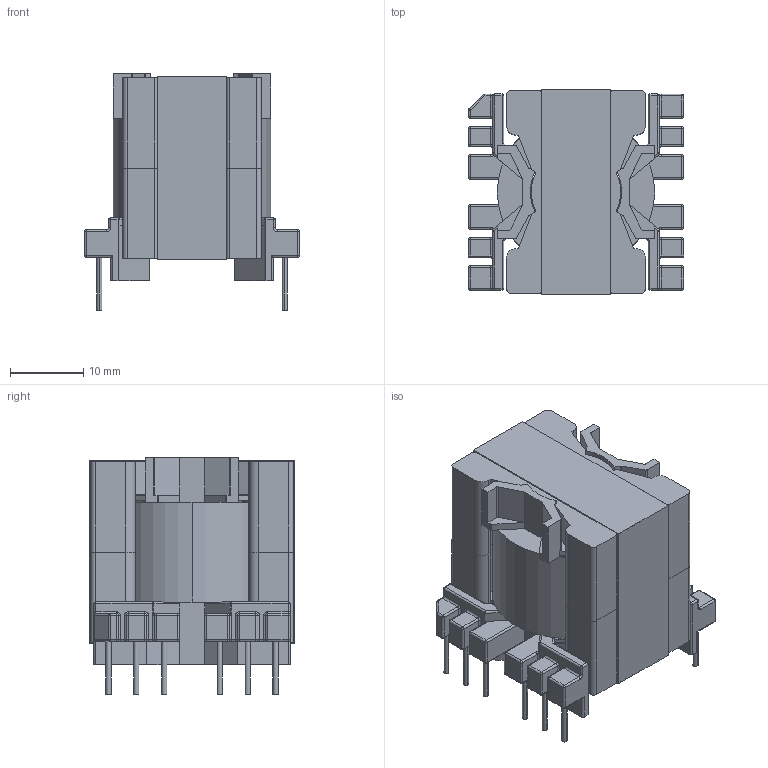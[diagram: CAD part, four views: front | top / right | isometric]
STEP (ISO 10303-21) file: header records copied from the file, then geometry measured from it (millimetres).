
FILE_DESCRIPTION(/* description */ ('Unknown'),/* implementation_level */ '2;1');
FILE_NAME(/* name */ 'T_Wurth_WE-OLTI-PQ2625_750343068',/* time_stamp */ '2025-10-20T15:00:11+08:00',/* author */ ('Unknown'),/* organization */ ('Unknown'),/* preprocessor_version */ 'ST-DEVELOPER v19.4',/* originating_system */ 'Solid Edge',/* authorisation */ 'Unknown');
FILE_SCHEMA (('AUTOMOTIVE_DESIGN {1 0 10303 214 3 1 1}'));
Length unit declared in the file: millimetre
Products named in the file (2): T_Wurth_WE-OLTI-PQ2625_750343068
Assembly tree (1 placements, depth 2):
  T_Wurth_WE-OLTI-PQ2625_750343068
    T_Wurth_WE-OLTI-PQ2625_750343068
Bounding box: 29.38 x 28.04 x 32.29 mm (x, y, z)
Volume: 13399.8 mm3; surface area: 13159.4 mm2
Topology: 5 solids, 5 shells, 572 faces, 1430 edges, 818 vertices
Faces by surface type: cylinder 251, plane 215, sphere 58, torus 48
Entity records: 19677 total; most frequent: DIRECTION 3022, CARTESIAN_POINT 2902, ORIENTED_EDGE 2744, EDGE_CURVE 1372, AXIS2_PLACEMENT_3D 1116, VERTEX_POINT 818, LINE 790, VECTOR 790
